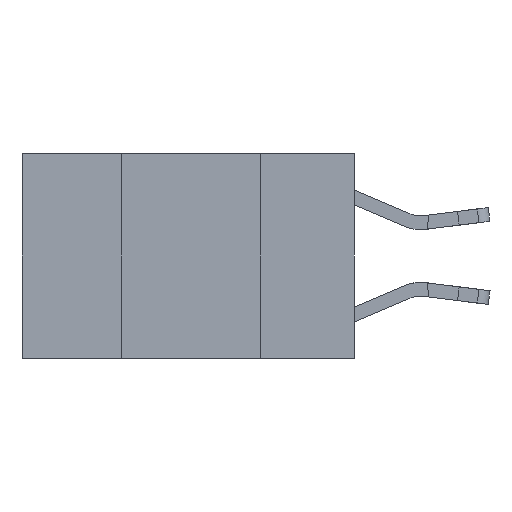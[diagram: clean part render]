
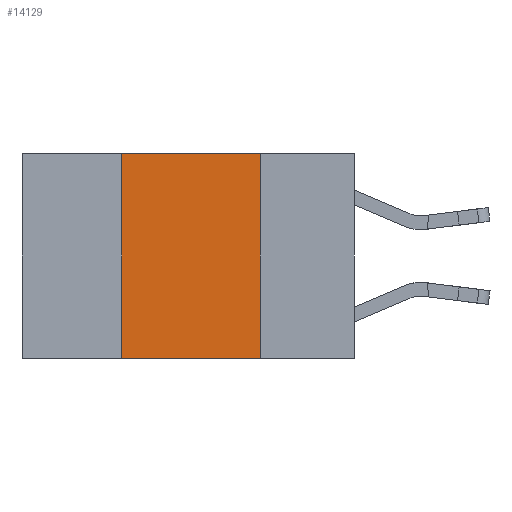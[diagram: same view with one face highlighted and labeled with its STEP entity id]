
A CAD part, left-side view. The second image highlights one B-rep face of the part: STEP entity #14129.
In plain terms, the highlighted planar face has unit normal (-1, 0, 0).
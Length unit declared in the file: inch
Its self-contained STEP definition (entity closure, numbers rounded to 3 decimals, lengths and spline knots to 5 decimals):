
#44 = CARTESIAN_POINT ( 'NONE',  ( 0., 0.6, 0. ) ) ;
#47 = VECTOR ( 'NONE', #3052, 39.37008 ) ;
#88 = VERTEX_POINT ( 'NONE', #9678 ) ;
#220 = ORIENTED_EDGE ( 'NONE', *, *, #8936, .F. ) ;
#663 = EDGE_CURVE ( 'NONE', #88, #12759, #6407, .T. ) ;
#1467 = LINE ( 'NONE', #12440, #10996 ) ;
#3052 = DIRECTION ( 'NONE',  ( 0., -1., 0. ) ) ;
#3310 = CARTESIAN_POINT ( 'NONE',  ( 0., 0.17, 0. ) ) ;
#3660 = DIRECTION ( 'NONE',  ( 1., 0., 0. ) ) ;
#4484 = EDGE_CURVE ( 'NONE', #8511, #12166, #1467, .T. ) ;
#5787 = DIRECTION ( 'NONE',  ( 0., 0., -1. ) ) ;
#5845 = ORIENTED_EDGE ( 'NONE', *, *, #4484, .F. ) ;
#6407 = LINE ( 'NONE', #10212, #47 ) ;
#6478 = DIRECTION ( 'NONE',  ( 0., -1., 0. ) ) ;
#6591 = ORIENTED_EDGE ( 'NONE', *, *, #663, .T. ) ;
#7330 = VECTOR ( 'NONE', #5787, 39.37008 ) ;
#7333 = EDGE_CURVE ( 'NONE', #12166, #12759, #10905, .T. ) ;
#7534 = CARTESIAN_POINT ( 'NONE',  ( 0., 0.42, 0. ) ) ;
#8043 = LINE ( 'NONE', #7534, #14072 ) ;
#8211 = EDGE_LOOP ( 'NONE', ( #8590, #5845, #220, #6591 ) ) ;
#8511 = VERTEX_POINT ( 'NONE', #14001 ) ;
#8590 = ORIENTED_EDGE ( 'NONE', *, *, #7333, .F. ) ;
#8718 = DIRECTION ( 'NONE',  ( 0., 0., 1. ) ) ;
#8936 = EDGE_CURVE ( 'NONE', #88, #8511, #8043, .T. ) ;
#9058 = CARTESIAN_POINT ( 'NONE',  ( 0., 0.17, -0.37 ) ) ;
#9678 = CARTESIAN_POINT ( 'NONE',  ( 0., 0.42, -0.37 ) ) ;
#10212 = CARTESIAN_POINT ( 'NONE',  ( 0., 0.6, -0.37 ) ) ;
#10802 = PLANE ( 'NONE',  #15118 ) ;
#10905 = LINE ( 'NONE', #11733, #7330 ) ;
#10996 = VECTOR ( 'NONE', #6478, 39.37008 ) ;
#11733 = CARTESIAN_POINT ( 'NONE',  ( 0., 0.17, 0. ) ) ;
#12020 = DIRECTION ( 'NONE',  ( 0., 0., -1. ) ) ;
#12166 = VERTEX_POINT ( 'NONE', #3310 ) ;
#12440 = CARTESIAN_POINT ( 'NONE',  ( 0., 0.6, 0. ) ) ;
#12759 = VERTEX_POINT ( 'NONE', #9058 ) ;
#14001 = CARTESIAN_POINT ( 'NONE',  ( 0., 0.42, 0. ) ) ;
#14072 = VECTOR ( 'NONE', #8718, 39.37008 ) ;
#14129 = ADVANCED_FACE ( 'NONE', ( #15165 ), #10802, .F. ) ;
#15118 = AXIS2_PLACEMENT_3D ( 'NONE', #44, #3660, #12020 ) ;
#15165 = FACE_OUTER_BOUND ( 'NONE', #8211, .T. ) ;
